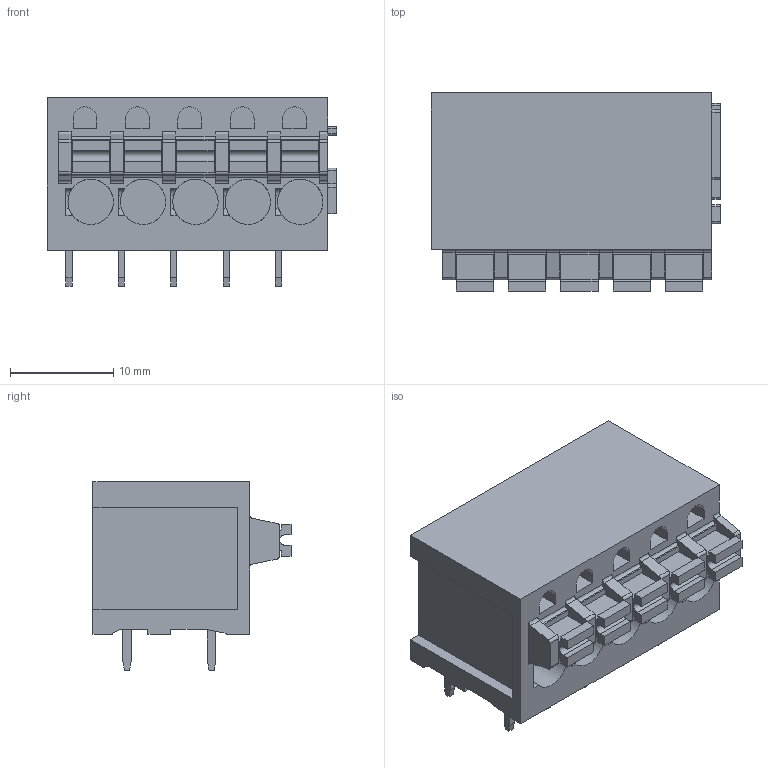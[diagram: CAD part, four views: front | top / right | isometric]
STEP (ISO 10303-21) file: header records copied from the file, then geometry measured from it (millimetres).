
FILE_DESCRIPTION(('CATIA V5 STEP Exchange','CAx-IF Rec.Pracs.--- Model Styling and Organization---1.2---2011-12-15'),'2;1');
FILE_NAME ('D1451100_0_1330740000_1330740000.stp','2018-09-07T11:08:57+00:00',('none'),('Weidmueller'),'CATIA Version 5-6 Release 2014','CATIA V5 STEP AP214','none');
FILE_SCHEMA(('AUTOMOTIVE_DESIGN { 1 0 10303 214 1 1 1 1 }'));
Length unit declared in the file: millimetre
Products named in the file (1): 1330740000
Bounding box: 28.05 x 19.2 x 18.3 mm (x, y, z)
Volume: 5619.6 mm3; surface area: 3619.8 mm2
Topology: 16 solids, 16 shells, 382 faces, 1011 edges, 674 vertices
Faces by surface type: plane 293, cylinder 89
Entity records: 10841 total; most frequent: ORIENTED_EDGE 2022, CARTESIAN_POINT 1967, DIRECTION 1448, EDGE_CURVE 1011, VECTOR 818, LINE 818, VERTEX_POINT 674, AXIS2_PLACEMENT_3D 405
